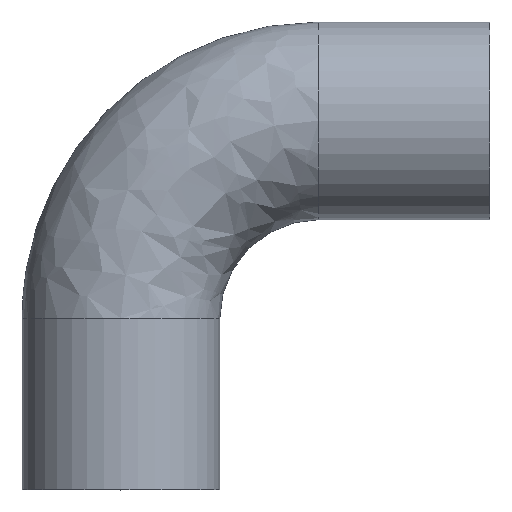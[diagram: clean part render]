
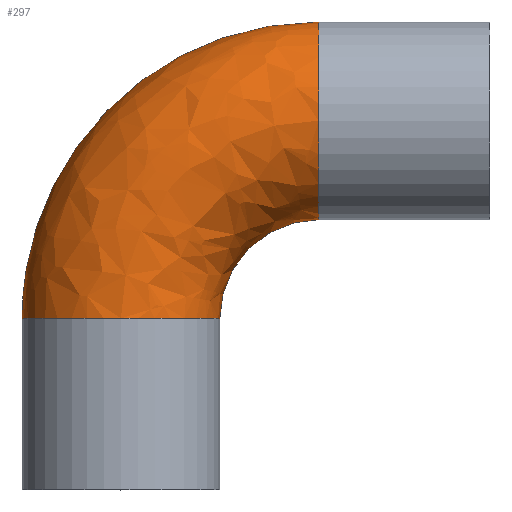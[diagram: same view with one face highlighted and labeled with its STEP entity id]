
A CAD part, top view. The second image highlights one B-rep face of the part: STEP entity #297.
In plain terms, the highlighted free-form (B-spline) face has degree [3, 3] with [7, 4] control points.
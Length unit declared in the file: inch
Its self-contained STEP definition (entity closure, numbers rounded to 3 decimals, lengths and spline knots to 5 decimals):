
#2 = CIRCLE ( 'NONE', #182, 1.77165 ) ;
#3 = CARTESIAN_POINT ( 'NONE',  ( 3.54331, 8.38583, 0. ) ) ;
#6 = EDGE_LOOP ( 'NONE', ( #11 ) ) ;
#9 = FACE_OUTER_BOUND ( 'NONE', #6, .T. ) ;
#11 = ORIENTED_EDGE ( 'NONE', *, *, #226, .T. ) ;
#13 = CARTESIAN_POINT ( 'NONE',  ( -1.77165, 6.1843, 0. ) ) ;
#17 = CARTESIAN_POINT ( 'NONE',  ( 3.54331, 4.84252, -3.54331 ) ) ;
#20 = FACE_OUTER_BOUND ( 'NONE', #205, .T. ) ;
#23 = CARTESIAN_POINT ( 'NONE',  ( -1.77165, 3.07087, -3.54331 ) ) ;
#25 = CARTESIAN_POINT ( 'NONE',  ( 3.54331, 8.38583, 0. ) ) ;
#29 = CARTESIAN_POINT ( 'NONE',  ( 3.54331, 4.84252, 0. ) ) ;
#41 = CARTESIAN_POINT ( 'NONE',  ( 1.77165, 3.07087, -3.54331 ) ) ;
#50 = DIRECTION ( 'NONE',  ( 0., 1., 0. ) ) ;
#55 = CARTESIAN_POINT ( 'NONE',  ( -1.77165, 3.07087, 0. ) ) ;
#62 = ORIENTED_EDGE ( 'NONE', *, *, #178, .T. ) ;
#77 = CARTESIAN_POINT ( 'NONE',  ( -1.77165, 6.1843, -3.54331 ) ) ;
#78 = DIRECTION ( 'NONE',  ( 0., 1., 0. ) ) ;
#79 = CARTESIAN_POINT ( 'NONE',  ( 1.77165, 3.07087, 0. ) ) ;
#82 = CARTESIAN_POINT ( 'NONE',  ( 3.54331, 8.38583, -3.54331 ) ) ;
#83 = CARTESIAN_POINT ( 'NONE',  ( 0.42988, 8.38583, 0. ) ) ;
#94 = CARTESIAN_POINT ( 'NONE',  ( 1.77165, 4.10868, 0. ) ) ;
#104 = CARTESIAN_POINT ( 'NONE',  ( 0.42988, 8.38583, -3.54331 ) ) ;
#111 = CARTESIAN_POINT ( 'NONE',  ( -1.77165, 3.07087, 0. ) ) ;
#146 = CARTESIAN_POINT ( 'NONE',  ( 2.5055, 4.84252, -3.54331 ) ) ;
#148 = CARTESIAN_POINT ( 'NONE',  ( 3.54331, 8.38583, 3.54331 ) ) ;
#154 = CARTESIAN_POINT ( 'NONE',  ( 1.77165, 3.07087, 3.54331 ) ) ;
#157 = CARTESIAN_POINT ( 'NONE',  ( -1.77165, 6.1843, 3.54331 ) ) ;
#168 = AXIS2_PLACEMENT_3D ( 'NONE', #235, #298, #50 ) ;
#170 = CARTESIAN_POINT ( 'NONE',  ( 2.5055, 4.84252, 3.54331 ) ) ;
#171 = VERTEX_POINT ( 'NONE', #55 ) ;
#175 = CARTESIAN_POINT ( 'NONE',  ( 2.5055, 4.84252, 0. ) ) ;
#178 = EDGE_CURVE ( 'NONE', #270, #270, #186, .T. ) ;
#181 = CARTESIAN_POINT ( 'NONE',  ( 0.42988, 8.38583, 3.54331 ) ) ;
#182 = AXIS2_PLACEMENT_3D ( 'NONE', #273, #78, #209 ) ;
#186 = CIRCLE ( 'NONE', #168, 1.77165 ) ;
#190 = CARTESIAN_POINT ( 'NONE',  ( -1.77165, 6.1843, 0. ) ) ;
#205 = EDGE_LOOP ( 'NONE', ( #62 ) ) ;
#208 =( BOUNDED_SURFACE ( )  B_SPLINE_SURFACE ( 3, 3, ( 
 ( #267, #83, #190, #111 ),
 ( #82, #104, #77, #23 ),
 ( #17, #146, #215, #41 ),
 ( #29, #175, #94, #79 ),
 ( #210, #170, #249, #154 ),
 ( #148, #181, #157, #211 ),
 ( #3, #294, #13, #218 ) ),
 .UNSPECIFIED., .T., .F., .T. ) 
 B_SPLINE_SURFACE_WITH_KNOTS ( ( 4, 3, 4 ),
 ( 4, 4 ),
 ( 0., 0.5, 1. ),
 ( 0., 1. ),
 .UNSPECIFIED. ) 
 GEOMETRIC_REPRESENTATION_ITEM ( )  RATIONAL_B_SPLINE_SURFACE ( (
 ( 1., 0.805, 0.805, 1.),
 ( 0.333, 0.268, 0.268, 0.333),
 ( 0.333, 0.268, 0.268, 0.333),
 ( 1., 0.805, 0.805, 1.),
 ( 0.333, 0.268, 0.268, 0.333),
 ( 0.333, 0.268, 0.268, 0.333),
 ( 1., 0.805, 0.805, 1.) ) ) 
 REPRESENTATION_ITEM ( '' )  SURFACE ( )  );
#209 = DIRECTION ( 'NONE',  ( -1., 0., 0. ) ) ;
#210 = CARTESIAN_POINT ( 'NONE',  ( 3.54331, 4.84252, 3.54331 ) ) ;
#211 = CARTESIAN_POINT ( 'NONE',  ( -1.77165, 3.07087, 3.54331 ) ) ;
#215 = CARTESIAN_POINT ( 'NONE',  ( 1.77165, 4.10868, -3.54331 ) ) ;
#218 = CARTESIAN_POINT ( 'NONE',  ( -1.77165, 3.07087, 0. ) ) ;
#226 = EDGE_CURVE ( 'NONE', #171, #171, #2, .T. ) ;
#235 = CARTESIAN_POINT ( 'NONE',  ( 3.54331, 6.61417, 0. ) ) ;
#249 = CARTESIAN_POINT ( 'NONE',  ( 1.77165, 4.10868, 3.54331 ) ) ;
#267 = CARTESIAN_POINT ( 'NONE',  ( 3.54331, 8.38583, 0. ) ) ;
#270 = VERTEX_POINT ( 'NONE', #25 ) ;
#273 = CARTESIAN_POINT ( 'NONE',  ( 0., 3.07087, 0. ) ) ;
#294 = CARTESIAN_POINT ( 'NONE',  ( 0.42988, 8.38583, 0. ) ) ;
#297 = ADVANCED_FACE ( 'NONE', ( #20, #9 ), #208, .T. ) ;
#298 = DIRECTION ( 'NONE',  ( -1., 0., 0. ) ) ;
